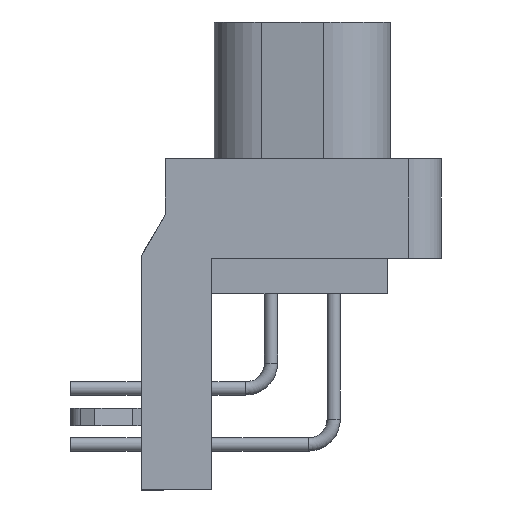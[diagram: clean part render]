
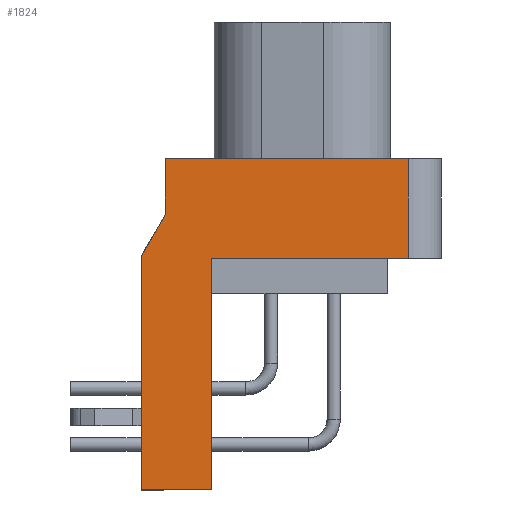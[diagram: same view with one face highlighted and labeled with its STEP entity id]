
A CAD part, left-side view. The second image highlights one B-rep face of the part: STEP entity #1824.
In plain terms, the highlighted planar face has unit normal (-1, 0, 0).
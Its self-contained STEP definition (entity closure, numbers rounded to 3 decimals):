
#269=LINE('',#2949,#451);
#274=LINE('',#2959,#456);
#281=LINE('',#2970,#463);
#284=LINE('',#2977,#466);
#287=LINE('',#2983,#469);
#290=LINE('',#2990,#472);
#291=LINE('',#2991,#473);
#292=LINE('',#2992,#474);
#451=VECTOR('',#2443,10.);
#456=VECTOR('',#2450,10.);
#463=VECTOR('',#2459,10.);
#466=VECTOR('',#2468,10.);
#469=VECTOR('',#2473,10.);
#472=VECTOR('',#2478,10.);
#473=VECTOR('',#2479,10.);
#474=VECTOR('',#2480,10.);
#576=FACE_OUTER_BOUND('',#689,.T.);
#689=EDGE_LOOP('',(#1599,#1600,#1601,#1602,#1603,#1604,#1605,#1606));
#912=VERTEX_POINT('',#2946);
#913=VERTEX_POINT('',#2948);
#916=VERTEX_POINT('',#2956);
#920=VERTEX_POINT('',#2968);
#921=VERTEX_POINT('',#2976);
#923=VERTEX_POINT('',#2982);
#925=VERTEX_POINT('',#2988);
#926=VERTEX_POINT('',#2989);
#1142=EDGE_CURVE('',#913,#912,#269,.T.);
#1147=EDGE_CURVE('',#912,#916,#274,.T.);
#1154=EDGE_CURVE('',#916,#920,#281,.T.);
#1157=EDGE_CURVE('',#921,#913,#284,.T.);
#1160=EDGE_CURVE('',#921,#923,#287,.T.);
#1163=EDGE_CURVE('',#925,#926,#290,.T.);
#1164=EDGE_CURVE('',#925,#923,#291,.T.);
#1165=EDGE_CURVE('',#920,#926,#292,.T.);
#1599=ORIENTED_EDGE('',*,*,#1163,.F.);
#1600=ORIENTED_EDGE('',*,*,#1164,.T.);
#1601=ORIENTED_EDGE('',*,*,#1160,.F.);
#1602=ORIENTED_EDGE('',*,*,#1157,.T.);
#1603=ORIENTED_EDGE('',*,*,#1142,.T.);
#1604=ORIENTED_EDGE('',*,*,#1147,.T.);
#1605=ORIENTED_EDGE('',*,*,#1154,.T.);
#1606=ORIENTED_EDGE('',*,*,#1165,.T.);
#1729=PLANE('',#1995);
#1824=ADVANCED_FACE('',(#576),#1729,.T.);
#1995=AXIS2_PLACEMENT_3D('',#2987,#2476,#2477);
#2443=DIRECTION('',(0.,0.,-1.));
#2450=DIRECTION('',(0.,-1.,0.));
#2459=DIRECTION('',(0.,0.,1.));
#2468=DIRECTION('',(0.,0.5,-0.866));
#2473=DIRECTION('',(0.,0.,1.));
#2476=DIRECTION('center_axis',(-1.,0.,0.));
#2477=DIRECTION('ref_axis',(0.,0.,1.));
#2478=DIRECTION('',(0.,0.,-1.));
#2479=DIRECTION('',(0.,1.,0.));
#2480=DIRECTION('',(0.,-1.,0.));
#2946=CARTESIAN_POINT('',(-19.75,3.8,-14.5));
#2948=CARTESIAN_POINT('',(-19.75,3.8,-3.905));
#2949=CARTESIAN_POINT('',(-19.75,3.8,-3.905));
#2956=CARTESIAN_POINT('',(-19.75,0.6,-14.5));
#2959=CARTESIAN_POINT('',(-19.75,3.8,-14.5));
#2968=CARTESIAN_POINT('',(-19.75,0.6,-4.));
#2970=CARTESIAN_POINT('',(-19.75,0.6,-14.5));
#2976=CARTESIAN_POINT('',(-19.75,2.7,-2.));
#2977=CARTESIAN_POINT('',(-19.75,2.7,-2.));
#2982=CARTESIAN_POINT('',(-19.75,2.7,0.5));
#2983=CARTESIAN_POINT('',(-19.75,2.7,-2.));
#2987=CARTESIAN_POINT('Origin',(-19.75,-3.,-15.325));
#2988=CARTESIAN_POINT('',(-19.75,-8.3,0.5));
#2989=CARTESIAN_POINT('',(-19.75,-8.3,-4.));
#2990=CARTESIAN_POINT('',(-19.75,-8.3,0.5));
#2991=CARTESIAN_POINT('',(-19.75,-8.3,0.5));
#2992=CARTESIAN_POINT('',(-19.75,0.6,-4.));
